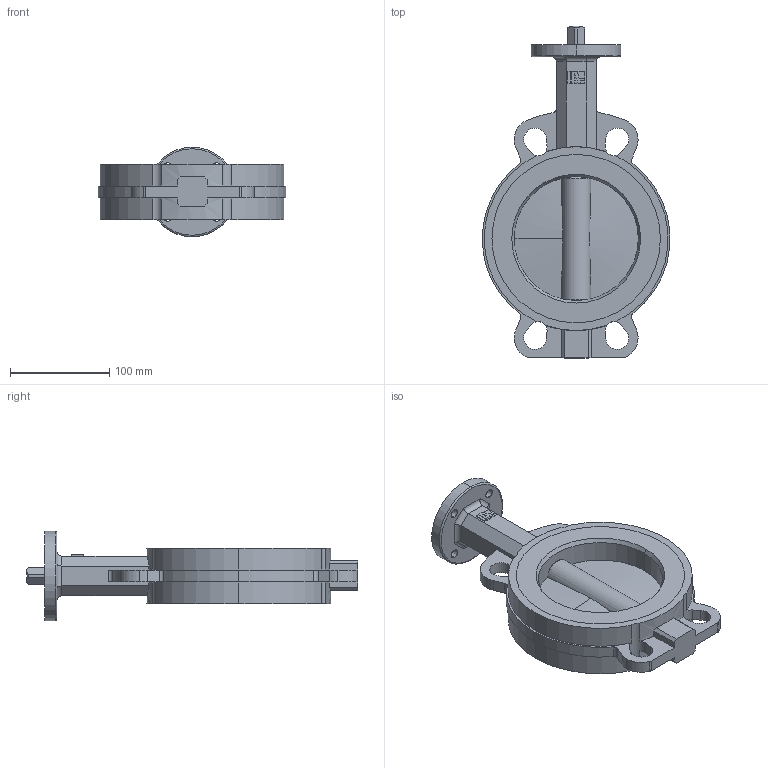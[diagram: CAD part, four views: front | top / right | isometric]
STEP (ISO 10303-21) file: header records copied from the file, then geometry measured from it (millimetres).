
FILE_DESCRIPTION (( 'STEP AP214' ), '1' );
FILE_NAME ('D10125.step', '2013-07-30T15:01:45', ( 'mbuehlmann' ), ( '' ), 'SwSTEP 2.0', 'SolidWorks 2012', '' );
FILE_SCHEMA (( 'AUTOMOTIVE_DESIGN' ));
Length unit declared in the file: millimetre
Products named in the file (6): ia-Logo12_ia-Logo12; ia-scheibe250_ia-scheibe125; ia-Dichtungbasic_Dichtung125; ia-4kt_ia-4kt125; BO.D10125; D10125
Assembly tree (5 placements, depth 2):
  D10125
    BO.D10125
    ia-4kt_ia-4kt125
    ia-Dichtungbasic_Dichtung125
    ia-scheibe250_ia-scheibe125
    ia-Logo12_ia-Logo12
Bounding box: 188.67 x 334 x 90 mm (x, y, z)
Volume: 1229164.1 mm3; surface area: 225095.7 mm2
Topology: 5 solids, 5 shells, 180 faces, 508 edges, 330 vertices
Faces by surface type: cylinder 76, plane 74, cone 16, torus 12, sphere 2
Entity records: 6302 total; most frequent: CARTESIAN_POINT 1302, DIRECTION 1034, ORIENTED_EDGE 1010, EDGE_CURVE 505, AXIS2_PLACEMENT_3D 387, VERTEX_POINT 329, LINE 260, VECTOR 260
